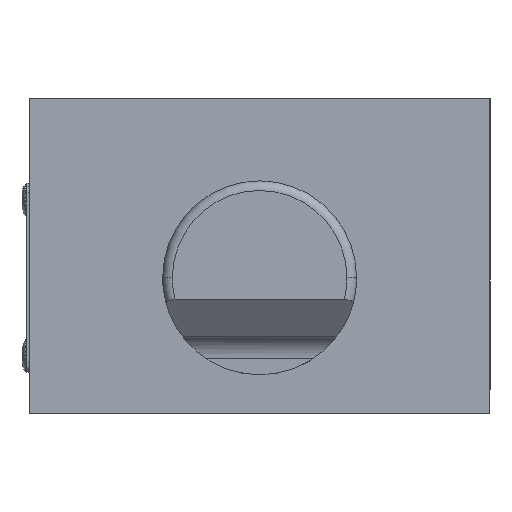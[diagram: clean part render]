
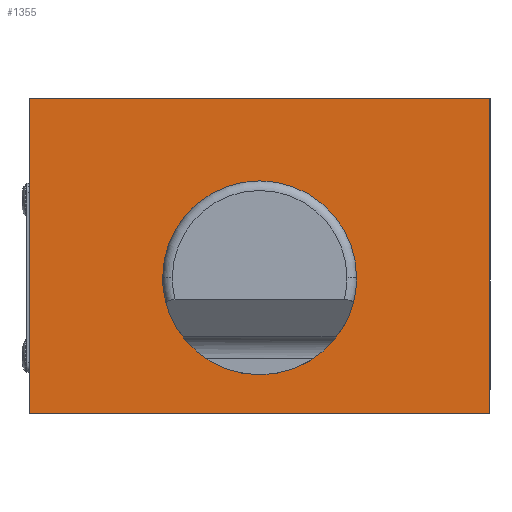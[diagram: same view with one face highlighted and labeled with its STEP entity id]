
A CAD part, front view. The second image highlights one B-rep face of the part: STEP entity #1355.
In plain terms, the highlighted planar face has unit normal (0, -1, 0).
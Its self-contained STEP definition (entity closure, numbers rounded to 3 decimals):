
#1355=ADVANCED_FACE('',(#3462,#3463),#3464,.F.);
#3462=FACE_BOUND('',#6552,.T.);
#3463=FACE_OUTER_BOUND('',#6553,.T.);
#3464=PLANE('',#6554);
#6552=EDGE_LOOP('',(#10386,#10387));
#6553=EDGE_LOOP('',(#10388,#10389,#10390,#10391));
#6554=AXIS2_PLACEMENT_3D('',#10392,#10393,#10394);
#10386=ORIENTED_EDGE('',*,*,#18184,.T.);
#10387=ORIENTED_EDGE('',*,*,#18352,.T.);
#10388=ORIENTED_EDGE('',*,*,#18382,.T.);
#10389=ORIENTED_EDGE('',*,*,#18347,.F.);
#10390=ORIENTED_EDGE('',*,*,#18383,.F.);
#10391=ORIENTED_EDGE('',*,*,#18380,.F.);
#10392=CARTESIAN_POINT('',(47.5,0.0,32.5));
#10393=DIRECTION('',(0.0,1.0,0.0));
#10394=DIRECTION('',(0.0,0.0,1.0));
#18184=EDGE_CURVE('',#21442,#21446,#21448,.T.);
#18347=EDGE_CURVE('',#21680,#21682,#21683,.T.);
#18352=EDGE_CURVE('',#21446,#21442,#21688,.T.);
#18380=EDGE_CURVE('',#21716,#21714,#21718,.T.);
#18382=EDGE_CURVE('',#21716,#21682,#21720,.T.);
#18383=EDGE_CURVE('',#21714,#21680,#21721,.T.);
#21442=VERTEX_POINT('',#26131);
#21446=VERTEX_POINT('',#26136);
#21448=CIRCLE('',#26139,20.0);
#21680=VERTEX_POINT('',#26479);
#21682=VERTEX_POINT('',#26482);
#21683=LINE('',#26483,#26484);
#21688=CIRCLE('',#26490,20.0);
#21714=VERTEX_POINT('',#26516);
#21716=VERTEX_POINT('',#26519);
#21718=LINE('',#26522,#26523);
#21720=LINE('',#26525,#26526);
#21721=LINE('',#26527,#26528);
#26131=CARTESIAN_POINT('',(67.5,0.0,28.0));
#26136=CARTESIAN_POINT('',(27.5,0.0,28.0));
#26139=AXIS2_PLACEMENT_3D('',#33142,#33143,#33144);
#26479=CARTESIAN_POINT('',(95.0,0.0,0.0));
#26482=CARTESIAN_POINT('',(0.0,0.0,0.0));
#26483=CARTESIAN_POINT('',(47.5,0.0,0.0));
#26484=VECTOR('',#33383,1.0);
#26490=AXIS2_PLACEMENT_3D('',#33391,#33392,#33393);
#26516=CARTESIAN_POINT('',(95.0,0.0,65.0));
#26519=CARTESIAN_POINT('',(0.0,0.0,65.0));
#26522=CARTESIAN_POINT('',(47.5,0.0,65.0));
#26523=VECTOR('',#33432,1.0);
#26525=CARTESIAN_POINT('',(0.0,0.0,32.5));
#26526=VECTOR('',#33433,1.0);
#26527=CARTESIAN_POINT('',(95.0,0.0,32.5));
#26528=VECTOR('',#33434,1.0);
#33142=CARTESIAN_POINT('',(47.5,0.0,28.0));
#33143=DIRECTION('',(-0.0,1.0,0.0));
#33144=DIRECTION('',(1.0,0.0,0.0));
#33383=DIRECTION('',(-1.0,0.0,0.0));
#33391=CARTESIAN_POINT('',(47.5,0.0,28.0));
#33392=DIRECTION('',(-0.0,1.0,0.0));
#33393=DIRECTION('',(1.0,0.0,0.0));
#33432=DIRECTION('',(1.0,0.0,0.0));
#33433=DIRECTION('',(0.0,0.0,-1.0));
#33434=DIRECTION('',(0.0,0.0,-1.0));
